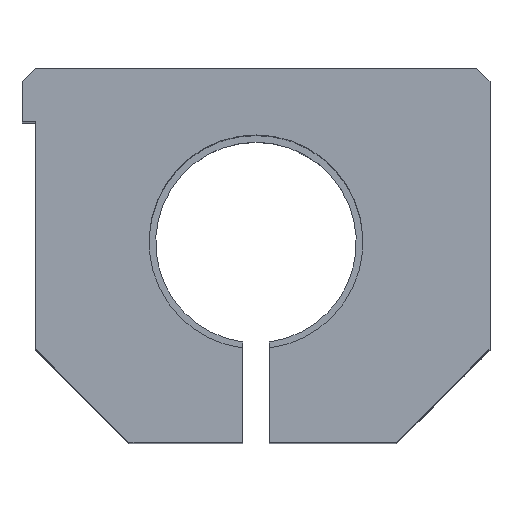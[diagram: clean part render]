
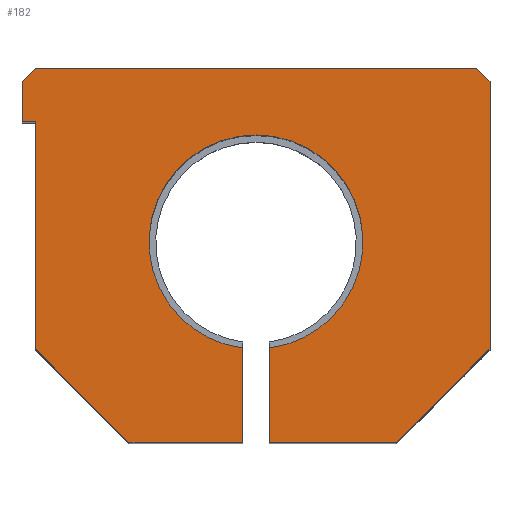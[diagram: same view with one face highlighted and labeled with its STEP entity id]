
A CAD part, top view. The second image highlights one B-rep face of the part: STEP entity #182.
In plain terms, the highlighted planar face has unit normal (0, 0, 1).
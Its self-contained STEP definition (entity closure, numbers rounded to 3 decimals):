
#182 = ADVANCED_FACE( '', ( #419 ), #420, .T. );
#419 = FACE_OUTER_BOUND( '', #656, .T. );
#420 = PLANE( '', #657 );
#656 = EDGE_LOOP( '', ( #1534, #1535, #1536, #1537, #1538, #1539, #1540, #1541, #1542, #1543, #1544, #1545, #1546, #1547, #1548 ) );
#657 = AXIS2_PLACEMENT_3D( '', #1549, #1550, #1551 );
#1534 = ORIENTED_EDGE( '', *, *, #1717, .T. );
#1535 = ORIENTED_EDGE( '', *, *, #1553, .T. );
#1536 = ORIENTED_EDGE( '', *, *, #1825, .T. );
#1537 = ORIENTED_EDGE( '', *, *, #1719, .T. );
#1538 = ORIENTED_EDGE( '', *, *, #1757, .F. );
#1539 = ORIENTED_EDGE( '', *, *, #1811, .F. );
#1540 = ORIENTED_EDGE( '', *, *, #1703, .F. );
#1541 = ORIENTED_EDGE( '', *, *, #1831, .F. );
#1542 = ORIENTED_EDGE( '', *, *, #1829, .F. );
#1543 = ORIENTED_EDGE( '', *, *, #1826, .F. );
#1544 = ORIENTED_EDGE( '', *, *, #1836, .F. );
#1545 = ORIENTED_EDGE( '', *, *, #1834, .F. );
#1546 = ORIENTED_EDGE( '', *, *, #1814, .F. );
#1547 = ORIENTED_EDGE( '', *, *, #1818, .F. );
#1548 = ORIENTED_EDGE( '', *, *, #1832, .F. );
#1549 = CARTESIAN_POINT( '', ( 0., 0., 62. ) );
#1550 = DIRECTION( '', ( 0., 0., 1. ) );
#1551 = DIRECTION( '', ( 1., 0., 0. ) );
#1553 = EDGE_CURVE( '', #1840, #1837, #1841, .T. );
#1703 = EDGE_CURVE( '', #2106, #2108, #2109, .T. );
#1717 = EDGE_CURVE( '', #2119, #1840, #2128, .T. );
#1719 = EDGE_CURVE( '', #2132, #2129, #2133, .T. );
#1757 = EDGE_CURVE( '', #2193, #2129, #2195, .T. );
#1811 = EDGE_CURVE( '', #2108, #2193, #2275, .T. );
#1814 = EDGE_CURVE( '', #2277, #2279, #2280, .T. );
#1818 = EDGE_CURVE( '', #2283, #2277, #2285, .T. );
#1825 = EDGE_CURVE( '', #1837, #2132, #2292, .T. );
#1826 = EDGE_CURVE( '', #2293, #2294, #2295, .T. );
#1829 = EDGE_CURVE( '', #2294, #2298, #2299, .T. );
#1831 = EDGE_CURVE( '', #2298, #2106, #2301, .T. );
#1832 = EDGE_CURVE( '', #2119, #2283, #2302, .T. );
#1834 = EDGE_CURVE( '', #2279, #2304, #2305, .T. );
#1836 = EDGE_CURVE( '', #2304, #2293, #2307, .T. );
#1837 = VERTEX_POINT( '', #2308 );
#1840 = VERTEX_POINT( '', #2312 );
#1841 = CIRCLE( '', #2313, 8. );
#2106 = VERTEX_POINT( '', #2667 );
#2108 = VERTEX_POINT( '', #2670 );
#2109 = LINE( '', #2671, #2672 );
#2119 = VERTEX_POINT( '', #2686 );
#2128 = LINE( '', #2703, #2704 );
#2129 = VERTEX_POINT( '', #2705 );
#2132 = VERTEX_POINT( '', #2709 );
#2133 = LINE( '', #2710, #2711 );
#2193 = VERTEX_POINT( '', #2815 );
#2195 = LINE( '', #2818, #2819 );
#2275 = LINE( '', #2927, #2928 );
#2277 = VERTEX_POINT( '', #2931 );
#2279 = VERTEX_POINT( '', #2934 );
#2280 = LINE( '', #2935, #2936 );
#2283 = VERTEX_POINT( '', #2941 );
#2285 = LINE( '', #2944, #2945 );
#2292 = CIRCLE( '', #2953, 8. );
#2293 = VERTEX_POINT( '', #2954 );
#2294 = VERTEX_POINT( '', #2955 );
#2295 = LINE( '', #2956, #2957 );
#2298 = VERTEX_POINT( '', #2962 );
#2299 = LINE( '', #2963, #2964 );
#2301 = LINE( '', #2967, #2968 );
#2302 = LINE( '', #2969, #2970 );
#2304 = VERTEX_POINT( '', #2973 );
#2305 = LINE( '', #2974, #2975 );
#2307 = LINE( '', #2978, #2979 );
#2308 = CARTESIAN_POINT( '', ( 0., 23., 62. ) );
#2312 = CARTESIAN_POINT( '', ( -1., 7.063, 62. ) );
#2313 = AXIS2_PLACEMENT_3D( '', #2981, #2982, #2983 );
#2667 = CARTESIAN_POINT( '', ( 17.5, 27., 62. ) );
#2670 = CARTESIAN_POINT( '', ( 17.5, 7., 62. ) );
#2671 = CARTESIAN_POINT( '', ( 17.5, 7., 62. ) );
#2672 = VECTOR( '', #3286, 1. );
#2686 = CARTESIAN_POINT( '', ( -1., 0., 62. ) );
#2703 = CARTESIAN_POINT( '', ( -1., 0., 62. ) );
#2704 = VECTOR( '', #3302, 1. );
#2705 = CARTESIAN_POINT( '', ( 1., 0., 62. ) );
#2709 = CARTESIAN_POINT( '', ( 1., 7.063, 62. ) );
#2710 = CARTESIAN_POINT( '', ( 1., 0., 62. ) );
#2711 = VECTOR( '', #3304, 1. );
#2815 = CARTESIAN_POINT( '', ( 10.5, 0., 62. ) );
#2818 = CARTESIAN_POINT( '', ( -9.5, 0., 62. ) );
#2819 = VECTOR( '', #3361, 1. );
#2927 = CARTESIAN_POINT( '', ( 10.5, 0., 62. ) );
#2928 = VECTOR( '', #3465, 1. );
#2931 = CARTESIAN_POINT( '', ( -16.5, 7., 62. ) );
#2934 = CARTESIAN_POINT( '', ( -16.5, 24., 62. ) );
#2935 = CARTESIAN_POINT( '', ( -16.5, 24., 62. ) );
#2936 = VECTOR( '', #3468, 1. );
#2941 = CARTESIAN_POINT( '', ( -9.5, 0., 62. ) );
#2944 = CARTESIAN_POINT( '', ( -16.5, 7., 62. ) );
#2945 = VECTOR( '', #3472, 1. );
#2953 = AXIS2_PLACEMENT_3D( '', #3489, #3490, #3491 );
#2954 = CARTESIAN_POINT( '', ( -17.5, 27., 62. ) );
#2955 = CARTESIAN_POINT( '', ( -16.5, 28., 62. ) );
#2956 = CARTESIAN_POINT( '', ( -16.5, 28., 62. ) );
#2957 = VECTOR( '', #3492, 1. );
#2962 = CARTESIAN_POINT( '', ( 16.5, 28., 62. ) );
#2963 = CARTESIAN_POINT( '', ( 16.5, 28., 62. ) );
#2964 = VECTOR( '', #3495, 1. );
#2967 = CARTESIAN_POINT( '', ( 17.5, 27., 62. ) );
#2968 = VECTOR( '', #3497, 1. );
#2969 = CARTESIAN_POINT( '', ( -9.5, 0., 62. ) );
#2970 = VECTOR( '', #3498, 1. );
#2973 = CARTESIAN_POINT( '', ( -17.5, 24., 62. ) );
#2974 = CARTESIAN_POINT( '', ( -17.5, 24., 62. ) );
#2975 = VECTOR( '', #3500, 1. );
#2978 = CARTESIAN_POINT( '', ( -17.5, 27., 62. ) );
#2979 = VECTOR( '', #3502, 1. );
#2981 = CARTESIAN_POINT( '', ( 0., 15., 62. ) );
#2982 = DIRECTION( '', ( 0., 0., -1. ) );
#2983 = DIRECTION( '', ( 0., 1., 0. ) );
#3286 = DIRECTION( '', ( 0., -1., 0. ) );
#3302 = DIRECTION( '', ( 0., 1., 0. ) );
#3304 = DIRECTION( '', ( 0., -1., 0. ) );
#3361 = DIRECTION( '', ( -1., 0., 0. ) );
#3465 = DIRECTION( '', ( -0.707, -0.707, 0. ) );
#3468 = DIRECTION( '', ( 0., 1., 0. ) );
#3472 = DIRECTION( '', ( -0.707, 0.707, 0. ) );
#3489 = CARTESIAN_POINT( '', ( 0., 15., 62. ) );
#3490 = DIRECTION( '', ( 0., 0., -1. ) );
#3491 = DIRECTION( '', ( 0., 1., 0. ) );
#3492 = DIRECTION( '', ( 0.707, 0.707, 0. ) );
#3495 = DIRECTION( '', ( 1., 0., 0. ) );
#3497 = DIRECTION( '', ( 0.707, -0.707, 0. ) );
#3498 = DIRECTION( '', ( -1., 0., 0. ) );
#3500 = DIRECTION( '', ( -1., 0., 0. ) );
#3502 = DIRECTION( '', ( 0., 1., 0. ) );
